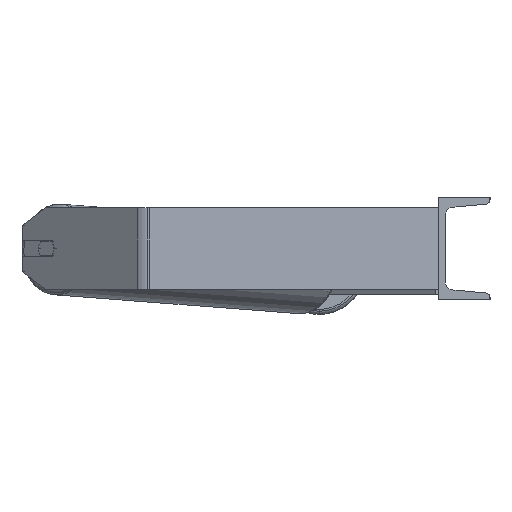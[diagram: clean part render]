
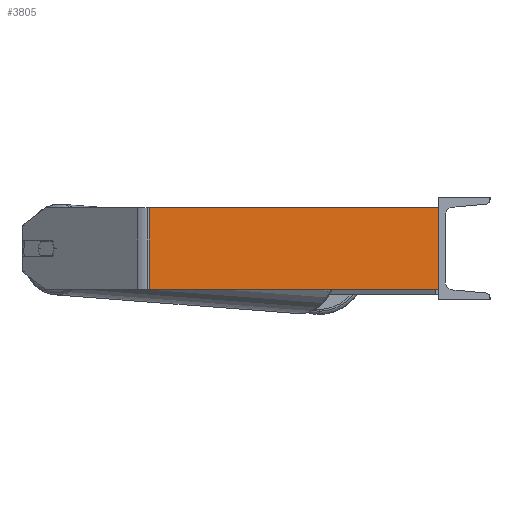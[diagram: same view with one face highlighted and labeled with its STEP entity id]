
A CAD part, left-side view. The second image highlights one B-rep face of the part: STEP entity #3805.
In plain terms, the highlighted planar face has unit normal (-0.996, -0.087, 0).
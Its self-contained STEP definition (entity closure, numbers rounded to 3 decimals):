
#319 = AXIS2_PLACEMENT_3D ( 'NONE', #424, #6641, #3246 ) ;
#360 = LINE ( 'NONE', #8811, #6802 ) ;
#424 = CARTESIAN_POINT ( 'NONE',  ( -610.382, 290.115, 40. ) ) ;
#503 = CARTESIAN_POINT ( 'NONE',  ( -585., 0., 40. ) ) ;
#638 = VERTEX_POINT ( 'NONE', #1128 ) ;
#997 = LINE ( 'NONE', #7340, #5716 ) ;
#1002 = ORIENTED_EDGE ( 'NONE', *, *, #1696, .T. ) ;
#1121 = ORIENTED_EDGE ( 'NONE', *, *, #5491, .T. ) ;
#1128 = CARTESIAN_POINT ( 'NONE',  ( -609.804, 283.513, -40. ) ) ;
#1288 = EDGE_LOOP ( 'NONE', ( #1002, #4806, #7083, #1121 ) ) ;
#1313 = EDGE_CURVE ( 'NONE', #2098, #8920, #1787, .T. ) ;
#1696 = EDGE_CURVE ( 'NONE', #638, #6170, #8073, .T. ) ;
#1735 = DIRECTION ( 'NONE',  ( 0.087, -0.996, 0. ) ) ;
#1777 = CARTESIAN_POINT ( 'NONE',  ( -610.382, 290.115, -40. ) ) ;
#1787 = LINE ( 'NONE', #4634, #5796 ) ;
#2098 = VERTEX_POINT ( 'NONE', #2624 ) ;
#2198 = EDGE_CURVE ( 'NONE', #8920, #6170, #997, .T. ) ;
#2215 = CARTESIAN_POINT ( 'NONE',  ( -585., 0., -40. ) ) ;
#2624 = CARTESIAN_POINT ( 'NONE',  ( -609.804, 283.513, 40. ) ) ;
#3246 = DIRECTION ( 'NONE',  ( -0.087, 0.996, 0. ) ) ;
#3256 = DIRECTION ( 'NONE',  ( 0., 0., -1. ) ) ;
#3805 = ADVANCED_FACE ( 'NONE', ( #3950 ), #7331, .F. ) ;
#3950 = FACE_OUTER_BOUND ( 'NONE', #1288, .T. ) ;
#4634 = CARTESIAN_POINT ( 'NONE',  ( -610.382, 290.115, 40. ) ) ;
#4806 = ORIENTED_EDGE ( 'NONE', *, *, #2198, .F. ) ;
#5491 = EDGE_CURVE ( 'NONE', #2098, #638, #360, .T. ) ;
#5716 = VECTOR ( 'NONE', #3256, 1000. ) ;
#5796 = VECTOR ( 'NONE', #7443, 1000. ) ;
#6170 = VERTEX_POINT ( 'NONE', #2215 ) ;
#6641 = DIRECTION ( 'NONE',  ( 0.996, 0.087, 0. ) ) ;
#6802 = VECTOR ( 'NONE', #8678, 1000. ) ;
#7083 = ORIENTED_EDGE ( 'NONE', *, *, #1313, .F. ) ;
#7331 = PLANE ( 'NONE',  #319 ) ;
#7340 = CARTESIAN_POINT ( 'NONE',  ( -585., 0., 40. ) ) ;
#7443 = DIRECTION ( 'NONE',  ( 0.087, -0.996, 0. ) ) ;
#8073 = LINE ( 'NONE', #1777, #8147 ) ;
#8147 = VECTOR ( 'NONE', #1735, 1000. ) ;
#8678 = DIRECTION ( 'NONE',  ( 0., 0., -1. ) ) ;
#8811 = CARTESIAN_POINT ( 'NONE',  ( -609.804, 283.513, 40. ) ) ;
#8920 = VERTEX_POINT ( 'NONE', #503 ) ;
